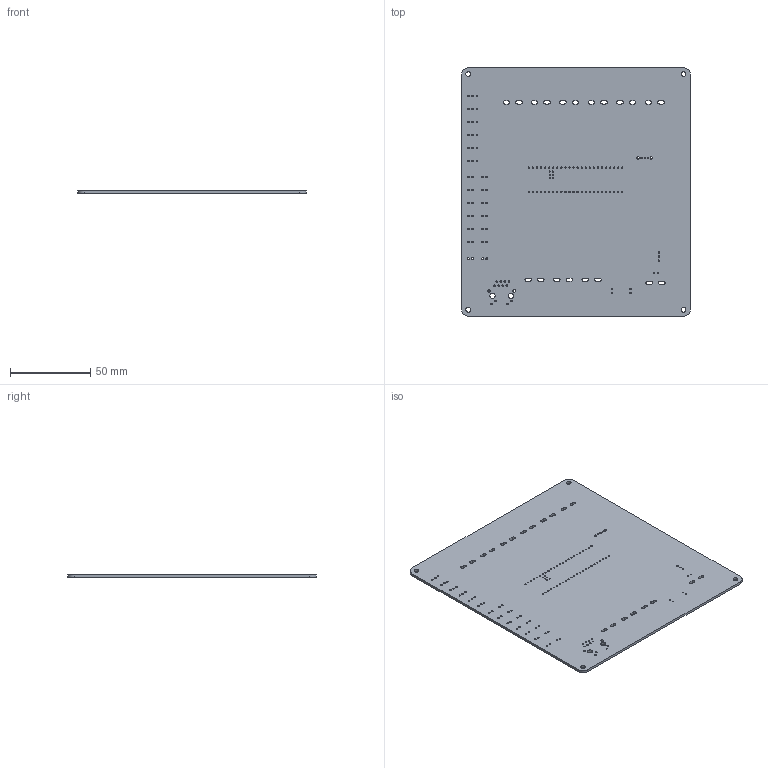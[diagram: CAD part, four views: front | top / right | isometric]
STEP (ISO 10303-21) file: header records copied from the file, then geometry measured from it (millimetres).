
FILE_DESCRIPTION(('KiCad electronic assembly'),'2;1');
FILE_NAME('Armboard_Hardware.step','2023-05-06T16:32:01',('Pcbnew'),( 'Kicad'),'Open CASCADE STEP processor 7.6','KiCad to STEP converter' ,'Unknown');
FILE_SCHEMA(('AUTOMOTIVE_DESIGN { 1 0 10303 214 1 1 1 1 }'));
Length unit declared in the file: millimetre
Products named in the file (2): Armboard_Hardware 1; Armboard_Hardware PCB
Assembly tree (1 placements, depth 2):
  Armboard_Hardware 1
    Armboard_Hardware PCB
Bounding box: 142.75 x 155.45 x 1.6 mm (x, y, z)
Volume: 35029.4 mm3; surface area: 45760.8 mm2
Topology: 1 solids, 1 shells, 224 faces, 666 edges, 444 vertices
Faces by surface type: cylinder 178, plane 46
Full cylindrical faces by diameter (mm): 0.7 x6, 0.8 x57, 0.889 x3, 0.9 x8, 1.02 x4, 1.09 x46, 1.5 x2, 1.6 x2, 2.946 x4, 3.25 x2
Entity records: 18095 total; most frequent: CARTESIAN_POINT 4804, DIRECTION 2450, ORIENTED_EDGE 1332, PCURVE 1332, DEFINITIONAL_REPRESENTATION 1332, LINE 1286, VECTOR 1286, EDGE_CURVE 666
